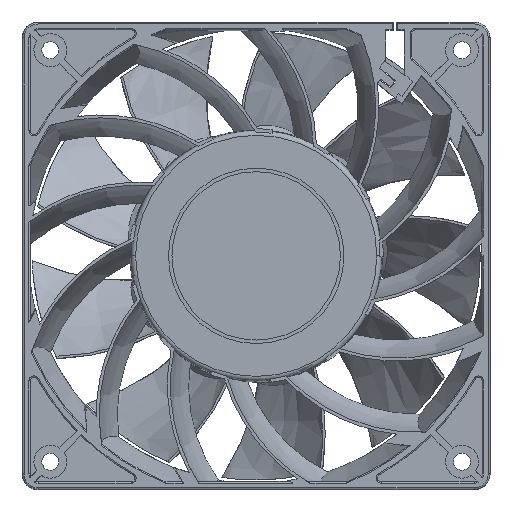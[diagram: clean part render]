
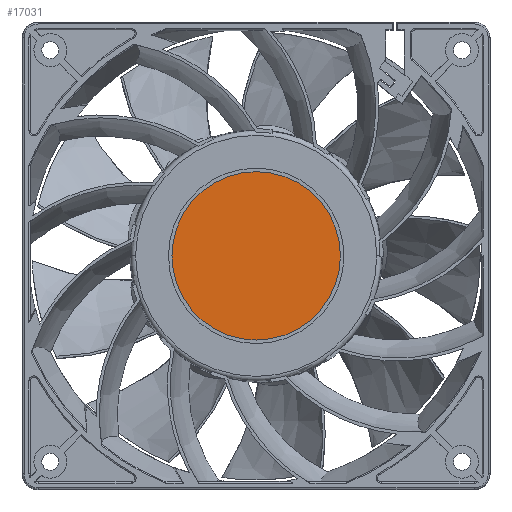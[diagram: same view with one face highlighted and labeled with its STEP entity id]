
A CAD part, top view. The second image highlights one B-rep face of the part: STEP entity #17031.
In plain terms, the highlighted planar face has unit normal (0, 0, 1).
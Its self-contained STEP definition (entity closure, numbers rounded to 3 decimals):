
#6050=CARTESIAN_POINT('',(0.,0.,5.3));
#6051=DIRECTION('',(0.,0.,1.));
#6052=DIRECTION('',(1.,0.,0.));
#6053=AXIS2_PLACEMENT_3D('',#6050,#6051,#6052);
#6055=CARTESIAN_POINT('',(0.,0.,5.3));
#6056=DIRECTION('',(0.,0.,1.));
#6057=DIRECTION('',(-1.,0.,0.));
#6058=AXIS2_PLACEMENT_3D('',#6055,#6056,#6057);
#10036=CARTESIAN_POINT('',(21.699,0.,5.3));
#10037=CARTESIAN_POINT('',(-21.699,0.,5.3));
#10038=VERTEX_POINT('',#10036);
#10039=VERTEX_POINT('',#10037);
#17022=CARTESIAN_POINT('',(0.,0.,5.3));
#17023=DIRECTION('',(0.,0.,1.));
#17024=DIRECTION('',(1.,0.,0.));
#17025=AXIS2_PLACEMENT_3D('',#17022,#17023,#17024);
#17026=PLANE('',#17025);
#17027=ORIENTED_EDGE('',*,*,#17001,.F.);
#17028=ORIENTED_EDGE('',*,*,#17015,.F.);
#17029=EDGE_LOOP('',(#17027,#17028));
#17030=FACE_OUTER_BOUND('',#17029,.F.);
#6054=CIRCLE('',#6053,21.699);
#6059=CIRCLE('',#6058,21.699);
#17001=EDGE_CURVE('',#10038,#10039,#6054,.T.);
#17015=EDGE_CURVE('',#10039,#10038,#6059,.T.);
#17031=ADVANCED_FACE('',(#17030),#17026,.T.);
